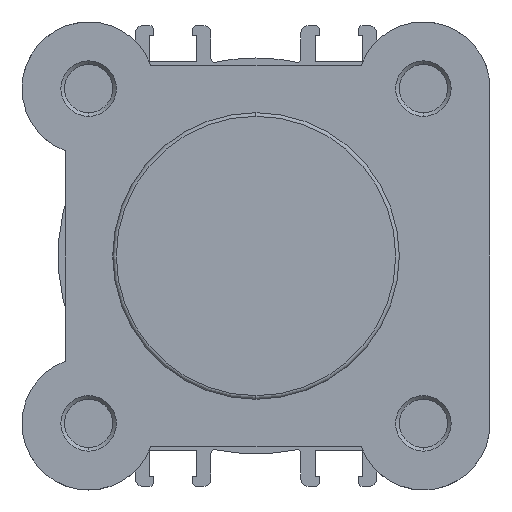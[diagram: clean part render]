
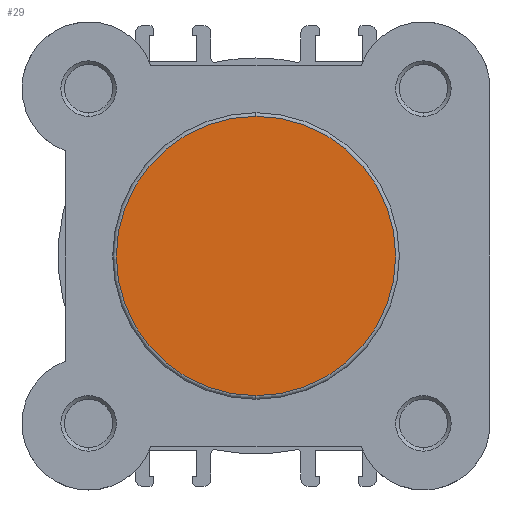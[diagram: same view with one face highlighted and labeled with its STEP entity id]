
A CAD part, left-side view. The second image highlights one B-rep face of the part: STEP entity #29.
In plain terms, the highlighted planar face has unit normal (-1, 0, 0).
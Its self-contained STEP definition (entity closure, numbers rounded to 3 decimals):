
#29 = ADVANCED_FACE ( 'NONE', ( #710 ), #5464, .F. ) ;
#533 = EDGE_CURVE ( 'NONE', #1408, #1407, #7425, .T. ) ;
#710 = FACE_OUTER_BOUND ( 'NONE', #2748, .T. ) ;
#805 = EDGE_CURVE ( 'NONE', #1407, #1408, #4927, .T. ) ;
#872 = AXIS2_PLACEMENT_3D ( 'NONE', #5463, #5465, #5466 ) ;
#1243 = AXIS2_PLACEMENT_3D ( 'NONE', #3995, #3996, #3997 ) ;
#1407 = VERTEX_POINT ( 'NONE', #1673 ) ;
#1408 = VERTEX_POINT ( 'NONE', #1674 ) ;
#1673 = CARTESIAN_POINT ( 'NONE',  ( 0., 0., -19.4 ) ) ;
#1674 = CARTESIAN_POINT ( 'NONE',  ( 0., 0., 19.4 ) ) ;
#2175 = ORIENTED_EDGE ( 'NONE', *, *, #805, .T. ) ;
#2176 = ORIENTED_EDGE ( 'NONE', *, *, #533, .T. ) ;
#2748 = EDGE_LOOP ( 'NONE', ( #2175, #2176 ) ) ;
#3995 = CARTESIAN_POINT ( 'NONE',  ( 0., 0., 0. ) ) ;
#3996 = DIRECTION ( 'NONE',  ( -1., 0., 0. ) ) ;
#3997 = DIRECTION ( 'NONE',  ( 0., 0., -1. ) ) ;
#4572 = CARTESIAN_POINT ( 'NONE',  ( 0., 0., 0. ) ) ;
#4579 = DIRECTION ( 'NONE',  ( -1., 0., 0. ) ) ;
#4580 = DIRECTION ( 'NONE',  ( 0., 0., -1. ) ) ;
#4927 = CIRCLE ( 'NONE', #5108, 19.4 ) ;
#5108 = AXIS2_PLACEMENT_3D ( 'NONE', #4572, #4579, #4580 ) ;
#5463 = CARTESIAN_POINT ( 'NONE',  ( 0., 19.9, 0. ) ) ;
#5464 = PLANE ( 'NONE',  #872 ) ;
#5465 = DIRECTION ( 'NONE',  ( 1., 0., 0. ) ) ;
#5466 = DIRECTION ( 'NONE',  ( 0., 0., -1. ) ) ;
#7425 = CIRCLE ( 'NONE', #1243, 19.4 ) ;
